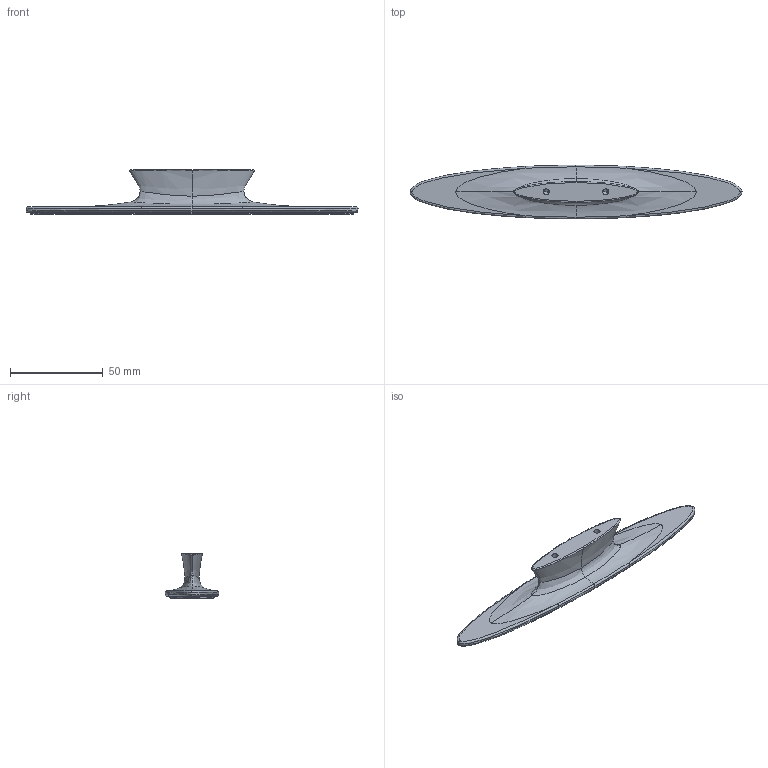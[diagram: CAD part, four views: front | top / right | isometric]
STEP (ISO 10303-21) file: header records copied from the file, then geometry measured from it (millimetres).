
FILE_DESCRIPTION(('Creo Elements/Direct Modeling STEP Export'),'2;1');
FILE_NAME('2091-179.stp','2024-09-23T11:24:18',(''),(''),'Creo Elements/Direct Modeling STEP processor for AP214 (Solid Model)','Creo Elements/Direct Modeling 20.0 12-Nov-2016 (C) Parametric Technology GmbH','');
FILE_SCHEMA(('AUTOMOTIVE_DESIGN { 1 0 10303 214 1 1 1 1 }'));
Length unit declared in the file: millimetre
Products named in the file (2): Griff.1; B1
Assembly tree (1 placements, depth 2):
  B1
    Griff.1
Bounding box: 179 x 28.99 x 24 mm (x, y, z)
Volume: 25422.2 mm3; surface area: 11745.9 mm2
Topology: 1 solids, 1 shells, 59 faces, 128 edges, 72 vertices
Faces by surface type: bspline 36, cylinder 8, plane 7, extrusion 4, cone 4
Entity records: 23850 total; most frequent: CARTESIAN_POINT 22839, ORIENTED_EDGE 248, EDGE_CURVE 124, DIRECTION 90, B_SPLINE_CURVE_WITH_KNOTS 80, VERTEX_POINT 72, EDGE_LOOP 64, FACE_OUTER_BOUND 59
